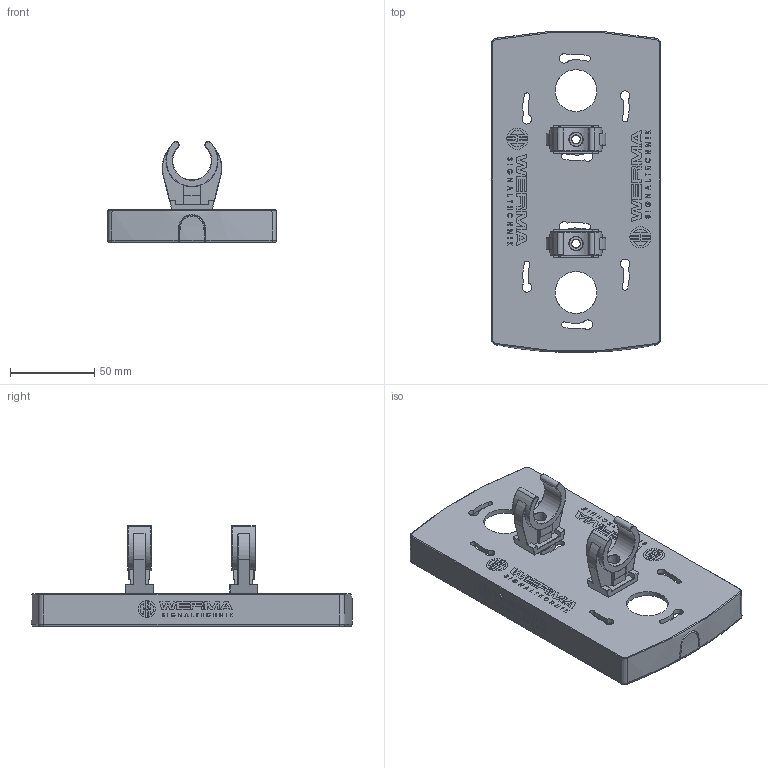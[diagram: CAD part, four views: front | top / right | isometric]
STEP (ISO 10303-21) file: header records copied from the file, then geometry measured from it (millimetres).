
FILE_DESCRIPTION(/* description */ ('Customer part'),/* implementation_level */ '2;1');
FILE_NAME(/* name */ '800000010405_PRT_000.step',/* time_stamp */ '2018-07-16T18:31:12+02:00',/* author */ ('IMPORT'),/* organization */ ('WERMA Signaltechnik GmbH+Co.KG'),/* preprocessor_version */ 'ST-DEVELOPER v17',/* originating_system */ 'Autodesk Inventor 2018',/* authorisation */ 'public');
FILE_SCHEMA (('AUTOMOTIVE_DESIGN { 1 0 10303 214 3 1 1 }'));
Length unit declared in the file: millimetre
Products named in the file (1): 800000010405
Bounding box: 100.69 x 190.98 x 59.99 mm (x, y, z)
Volume: 89598.2 mm3; surface area: 67529.7 mm2
Topology: 1 solids, 1 shells, 1377 faces, 3639 edges, 2359 vertices
Faces by surface type: plane 912, cylinder 278, cone 71, torus 46, bspline 38, sphere 32
Full cylindrical faces by diameter (mm): 2.2 x4, 3.1 x4, 4.917 x2, 5.5 x2, 7.2 x2, 8.2 x2
Entity records: 47407 total; most frequent: CARTESIAN_POINT 11543, ORIENTED_EDGE 7214, DIRECTION 7014, EDGE_CURVE 3607, LINE 2662, VECTOR 2662, VERTEX_POINT 2359, AXIS2_PLACEMENT_3D 2176
